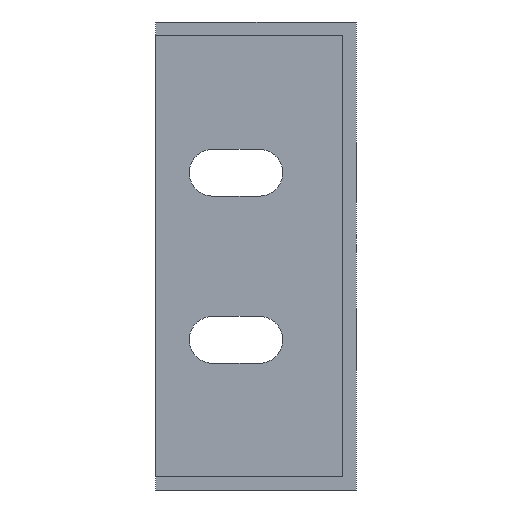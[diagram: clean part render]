
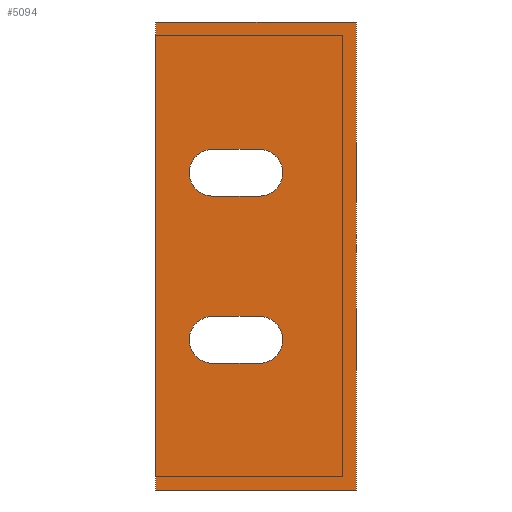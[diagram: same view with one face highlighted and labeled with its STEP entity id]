
A CAD part, left-side view. The second image highlights one B-rep face of the part: STEP entity #5094.
In plain terms, the highlighted planar face has unit normal (-1, 0, 0).
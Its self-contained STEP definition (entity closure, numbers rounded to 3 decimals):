
#136 = EDGE_CURVE ( 'NONE', #23045, #16179, #2766, .T. ) ;
#199 = CARTESIAN_POINT ( 'NONE',  ( -451., 0., 0. ) ) ;
#336 = DIRECTION ( 'NONE',  ( 0., -1., 0. ) ) ;
#787 = EDGE_CURVE ( 'NONE', #4363, #18879, #23248, .T. ) ;
#983 = EDGE_LOOP ( 'NONE', ( #12963, #15376, #17159, #17488 ) ) ;
#1394 = EDGE_CURVE ( 'NONE', #9953, #24584, #7116, .T. ) ;
#1792 = CARTESIAN_POINT ( 'NONE',  ( -451., 21.5, -12.546 ) ) ;
#2394 = ORIENTED_EDGE ( 'NONE', *, *, #11135, .T. ) ;
#2602 = AXIS2_PLACEMENT_3D ( 'NONE', #17949, #8556, #17831 ) ;
#2766 = LINE ( 'NONE', #10407, #15555 ) ;
#2799 = CARTESIAN_POINT ( 'NONE',  ( -451., 14.5, -16.046 ) ) ;
#3100 = CARTESIAN_POINT ( 'NONE',  ( -451., 30., 233.989 ) ) ;
#3415 = ORIENTED_EDGE ( 'NONE', *, *, #17920, .T. ) ;
#4144 = VERTEX_POINT ( 'NONE', #8442 ) ;
#4168 = CARTESIAN_POINT ( 'NONE',  ( -451., 21.5, 15.954 ) ) ;
#4228 = CARTESIAN_POINT ( 'NONE',  ( -451., 14.5, 15.954 ) ) ;
#4363 = VERTEX_POINT ( 'NONE', #15552 ) ;
#4700 = CARTESIAN_POINT ( 'NONE',  ( -451., 14.5, 15.954 ) ) ;
#4741 = CARTESIAN_POINT ( 'NONE',  ( -451., 21.5, 8.954 ) ) ;
#5058 = EDGE_LOOP ( 'NONE', ( #5463, #19745, #18961, #2394 ) ) ;
#5094 = ADVANCED_FACE ( 'NONE', ( #15222, #18471, #20480 ), #12964, .T. ) ;
#5456 = DIRECTION ( 'NONE',  ( -1., 0., 0. ) ) ;
#5463 = ORIENTED_EDGE ( 'NONE', *, *, #22758, .T. ) ;
#5965 = EDGE_CURVE ( 'NONE', #24584, #11056, #16499, .T. ) ;
#6524 = CIRCLE ( 'NONE', #24515, 3.5 ) ;
#6535 = CARTESIAN_POINT ( 'NONE',  ( -451., 30., -35. ) ) ;
#6995 = CIRCLE ( 'NONE', #2602, 3.5 ) ;
#7065 = AXIS2_PLACEMENT_3D ( 'NONE', #22860, #5456, #24620 ) ;
#7096 = DIRECTION ( 'NONE',  ( 0., -1., 0. ) ) ;
#7116 = CIRCLE ( 'NONE', #8321, 3.5 ) ;
#7224 = CARTESIAN_POINT ( 'NONE',  ( -451., 14.5, -12.546 ) ) ;
#7335 = VECTOR ( 'NONE', #18281, 1000. ) ;
#7966 = DIRECTION ( 'NONE',  ( 0., 0., 1. ) ) ;
#8321 = AXIS2_PLACEMENT_3D ( 'NONE', #16289, #16654, #20538 ) ;
#8442 = CARTESIAN_POINT ( 'NONE',  ( -451., 30., 35. ) ) ;
#8556 = DIRECTION ( 'NONE',  ( 1., 0., 0. ) ) ;
#9196 = DIRECTION ( 'NONE',  ( 0., 0., -1. ) ) ;
#9429 = AXIS2_PLACEMENT_3D ( 'NONE', #7224, #20626, #10850 ) ;
#9953 = VERTEX_POINT ( 'NONE', #4228 ) ;
#10013 = ORIENTED_EDGE ( 'NONE', *, *, #5965, .T. ) ;
#10377 = VECTOR ( 'NONE', #20152, 1000. ) ;
#10407 = CARTESIAN_POINT ( 'NONE',  ( -451., 21.5, -16.046 ) ) ;
#10617 = EDGE_CURVE ( 'NONE', #16179, #24069, #6524, .T. ) ;
#10734 = CARTESIAN_POINT ( 'NONE',  ( -451., 0., 35. ) ) ;
#10850 = DIRECTION ( 'NONE',  ( 0., -1., 0. ) ) ;
#10916 = ORIENTED_EDGE ( 'NONE', *, *, #21406, .T. ) ;
#11056 = VERTEX_POINT ( 'NONE', #4741 ) ;
#11135 = EDGE_CURVE ( 'NONE', #24069, #12277, #12406, .T. ) ;
#12117 = VECTOR ( 'NONE', #336, 1000. ) ;
#12161 = CARTESIAN_POINT ( 'NONE',  ( -451., 14.5, -9.046 ) ) ;
#12277 = VERTEX_POINT ( 'NONE', #17669 ) ;
#12406 = LINE ( 'NONE', #12161, #7335 ) ;
#12464 = CARTESIAN_POINT ( 'NONE',  ( -451., 21.5, -16.046 ) ) ;
#12963 = ORIENTED_EDGE ( 'NONE', *, *, #18809, .T. ) ;
#12964 = PLANE ( 'NONE',  #7065 ) ;
#12974 = ORIENTED_EDGE ( 'NONE', *, *, #1394, .T. ) ;
#13059 = EDGE_CURVE ( 'NONE', #4144, #18879, #18622, .T. ) ;
#13196 = DIRECTION ( 'NONE',  ( 1., 0., 0. ) ) ;
#14343 = DIRECTION ( 'NONE',  ( 0., -1., 0. ) ) ;
#14953 = DIRECTION ( 'NONE',  ( 0., -1., 0. ) ) ;
#15222 = FACE_OUTER_BOUND ( 'NONE', #983, .T. ) ;
#15376 = ORIENTED_EDGE ( 'NONE', *, *, #15460, .T. ) ;
#15460 = EDGE_CURVE ( 'NONE', #18238, #4363, #17387, .T. ) ;
#15552 = CARTESIAN_POINT ( 'NONE',  ( -451., 0., -35. ) ) ;
#15555 = VECTOR ( 'NONE', #18044, 1000. ) ;
#16179 = VERTEX_POINT ( 'NONE', #12464 ) ;
#16289 = CARTESIAN_POINT ( 'NONE',  ( -451., 14.5, 12.454 ) ) ;
#16499 = LINE ( 'NONE', #24264, #10377 ) ;
#16654 = DIRECTION ( 'NONE',  ( 1., 0., 0. ) ) ;
#17159 = ORIENTED_EDGE ( 'NONE', *, *, #787, .T. ) ;
#17387 = LINE ( 'NONE', #20898, #12117 ) ;
#17488 = ORIENTED_EDGE ( 'NONE', *, *, #13059, .F. ) ;
#17669 = CARTESIAN_POINT ( 'NONE',  ( -451., 14.5, -9.046 ) ) ;
#17831 = DIRECTION ( 'NONE',  ( 0., -1., 0. ) ) ;
#17920 = EDGE_CURVE ( 'NONE', #11056, #20395, #6995, .T. ) ;
#17949 = CARTESIAN_POINT ( 'NONE',  ( -451., 21.5, 12.454 ) ) ;
#17993 = VECTOR ( 'NONE', #9196, 1000. ) ;
#18044 = DIRECTION ( 'NONE',  ( 0., 1., 0. ) ) ;
#18095 = LINE ( 'NONE', #4700, #18984 ) ;
#18238 = VERTEX_POINT ( 'NONE', #6535 ) ;
#18281 = DIRECTION ( 'NONE',  ( 0., -1., 0. ) ) ;
#18471 = FACE_BOUND ( 'NONE', #18644, .T. ) ;
#18622 = LINE ( 'NONE', #24251, #20010 ) ;
#18644 = EDGE_LOOP ( 'NONE', ( #3415, #10916, #12974, #10013 ) ) ;
#18809 = EDGE_CURVE ( 'NONE', #4144, #18238, #22722, .T. ) ;
#18879 = VERTEX_POINT ( 'NONE', #10734 ) ;
#18961 = ORIENTED_EDGE ( 'NONE', *, *, #10617, .T. ) ;
#18984 = VECTOR ( 'NONE', #14343, 1000. ) ;
#19745 = ORIENTED_EDGE ( 'NONE', *, *, #136, .T. ) ;
#19848 = CIRCLE ( 'NONE', #9429, 3.5 ) ;
#20010 = VECTOR ( 'NONE', #7096, 1000. ) ;
#20152 = DIRECTION ( 'NONE',  ( 0., 1., 0. ) ) ;
#20395 = VERTEX_POINT ( 'NONE', #4168 ) ;
#20480 = FACE_BOUND ( 'NONE', #5058, .T. ) ;
#20538 = DIRECTION ( 'NONE',  ( 0., -1., 0. ) ) ;
#20626 = DIRECTION ( 'NONE',  ( 1., 0., 0. ) ) ;
#20898 = CARTESIAN_POINT ( 'NONE',  ( -451., 0., -35. ) ) ;
#21406 = EDGE_CURVE ( 'NONE', #20395, #9953, #18095, .T. ) ;
#22497 = CARTESIAN_POINT ( 'NONE',  ( -451., 14.5, 8.954 ) ) ;
#22722 = LINE ( 'NONE', #3100, #17993 ) ;
#22758 = EDGE_CURVE ( 'NONE', #12277, #23045, #19848, .T. ) ;
#22860 = CARTESIAN_POINT ( 'NONE',  ( -451., 0., 233.989 ) ) ;
#23045 = VERTEX_POINT ( 'NONE', #2799 ) ;
#23248 = LINE ( 'NONE', #199, #24638 ) ;
#24069 = VERTEX_POINT ( 'NONE', #24666 ) ;
#24251 = CARTESIAN_POINT ( 'NONE',  ( -451., 0., 35. ) ) ;
#24264 = CARTESIAN_POINT ( 'NONE',  ( -451., 21.5, 8.954 ) ) ;
#24515 = AXIS2_PLACEMENT_3D ( 'NONE', #1792, #13196, #14953 ) ;
#24584 = VERTEX_POINT ( 'NONE', #22497 ) ;
#24620 = DIRECTION ( 'NONE',  ( 0., 1., 0. ) ) ;
#24638 = VECTOR ( 'NONE', #7966, 1000. ) ;
#24666 = CARTESIAN_POINT ( 'NONE',  ( -451., 21.5, -9.046 ) ) ;
